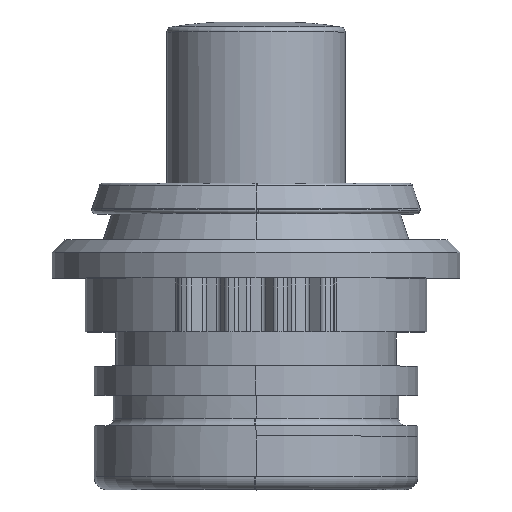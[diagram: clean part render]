
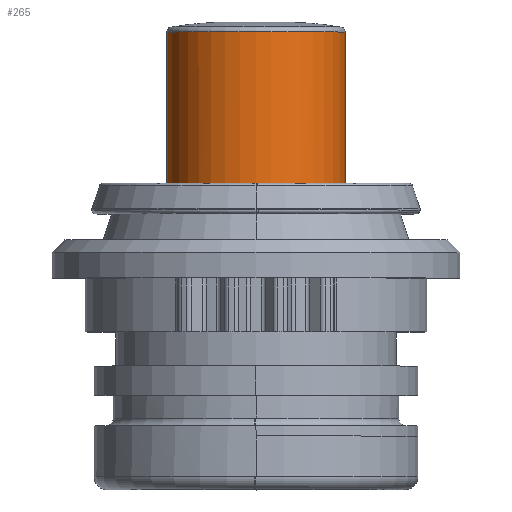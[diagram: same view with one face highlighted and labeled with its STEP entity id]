
A CAD part, top view. The second image highlights one B-rep face of the part: STEP entity #265.
In plain terms, the highlighted cylindrical face has radius 3.5 mm (diameter 7 mm), a partial arc.
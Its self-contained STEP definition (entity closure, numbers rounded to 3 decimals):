
#265=ADVANCED_FACE('',(#704),#705,.T.);
#704=FACE_OUTER_BOUND('',#1212,.T.);
#705=CYLINDRICAL_SURFACE('',#1213,3.5);
#1212=EDGE_LOOP('',(#2854,#2855,#2856,#2857,#2858,#2859,#2860,#2861));
#1213=AXIS2_PLACEMENT_3D('',#2862,#2863,#2864);
#2854=ORIENTED_EDGE('',*,*,#3778,.T.);
#2855=ORIENTED_EDGE('',*,*,#3785,.T.);
#2856=ORIENTED_EDGE('',*,*,#3790,.F.);
#2857=ORIENTED_EDGE('',*,*,#3777,.F.);
#2858=ORIENTED_EDGE('',*,*,#3783,.F.);
#2859=ORIENTED_EDGE('',*,*,#3789,.T.);
#2860=ORIENTED_EDGE('',*,*,#3788,.T.);
#2861=ORIENTED_EDGE('',*,*,#3791,.F.);
#2862=CARTESIAN_POINT('',(0.0,-3.05,0.0));
#2863=DIRECTION('',(0.0,-1.0,0.0));
#2864=DIRECTION('',(1.0,0.0,0.0));
#3777=EDGE_CURVE('',#4681,#4677,#4683,.T.);
#3778=EDGE_CURVE('',#4684,#4685,#4686,.T.);
#3783=EDGE_CURVE('',#4692,#4681,#4695,.T.);
#3785=EDGE_CURVE('',#4685,#4673,#4697,.T.);
#3788=EDGE_CURVE('',#4701,#4699,#4702,.T.);
#3789=EDGE_CURVE('',#4692,#4701,#4703,.T.);
#3790=EDGE_CURVE('',#4677,#4673,#4704,.T.);
#3791=EDGE_CURVE('',#4684,#4699,#4705,.T.);
#4673=VERTEX_POINT('',#5801);
#4677=VERTEX_POINT('',#5805);
#4681=VERTEX_POINT('',#5809);
#4683=CIRCLE('',#5811,3.5);
#4684=VERTEX_POINT('',#5812);
#4685=VERTEX_POINT('',#5813);
#4686=LINE('',#5814,#5815);
#4692=VERTEX_POINT('',#5822);
#4695=LINE('',#5826,#5827);
#4697=LINE('',#5829,#5830);
#4699=VERTEX_POINT('',#5832);
#4701=VERTEX_POINT('',#5834);
#4702=LINE('',#5835,#5836);
#4703=CIRCLE('',#5837,3.5);
#4704=CIRCLE('',#5838,3.5);
#4705=CIRCLE('',#5839,3.5);
#5801=CARTESIAN_POINT('',(3.5,9.657,0.));
#5805=CARTESIAN_POINT('',(3.5,9.657,0.035));
#5809=CARTESIAN_POINT('',(-3.5,9.657,0.));
#5811=AXIS2_PLACEMENT_3D('',#7097,#7098,#7099);
#5812=CARTESIAN_POINT('',(3.5,1.14,0.));
#5813=CARTESIAN_POINT('',(3.5,1.95,0.0));
#5814=CARTESIAN_POINT('',(3.5,5.398,0.));
#5815=VECTOR('',#7100,1.0);
#5822=CARTESIAN_POINT('',(-3.5,1.95,0.0));
#5826=CARTESIAN_POINT('',(-3.5,1.95,0.0));
#5827=VECTOR('',#7109,7.707);
#5829=CARTESIAN_POINT('',(3.5,1.95,0.0));
#5830=VECTOR('',#7113,7.707);
#5832=CARTESIAN_POINT('',(0.0,1.14,3.5));
#5834=CARTESIAN_POINT('',(0.0,1.95,3.5));
#5835=CARTESIAN_POINT('',(0.0,1.95,3.5));
#5836=VECTOR('',#7120,0.81);
#5837=AXIS2_PLACEMENT_3D('',#7121,#7122,#7123);
#5838=AXIS2_PLACEMENT_3D('',#7124,#7125,#7126);
#5839=AXIS2_PLACEMENT_3D('',#7127,#7128,#7129);
#7097=CARTESIAN_POINT('',(0.0,9.657,0.0));
#7098=DIRECTION('',(0.0,1.0,0.0));
#7099=DIRECTION('',(-1.0,0.0,0.0));
#7100=DIRECTION('',(-0.0,1.0,-0.0));
#7109=DIRECTION('',(0.0,1.0,0.));
#7113=DIRECTION('',(0.0,1.0,0.));
#7120=DIRECTION('',(0.0,-1.0,0.0));
#7121=CARTESIAN_POINT('',(0.0,1.95,0.0));
#7122=DIRECTION('',(0.0,1.0,0.0));
#7123=DIRECTION('',(-1.0,0.0,0.0));
#7124=CARTESIAN_POINT('',(0.0,9.657,0.0));
#7125=DIRECTION('',(0.0,1.0,0.0));
#7126=DIRECTION('',(-1.0,0.0,0.0));
#7127=CARTESIAN_POINT('',(0.0,1.14,0.0));
#7128=DIRECTION('',(0.0,-1.0,0.0));
#7129=DIRECTION('',(0.0,0.0,-1.0));
